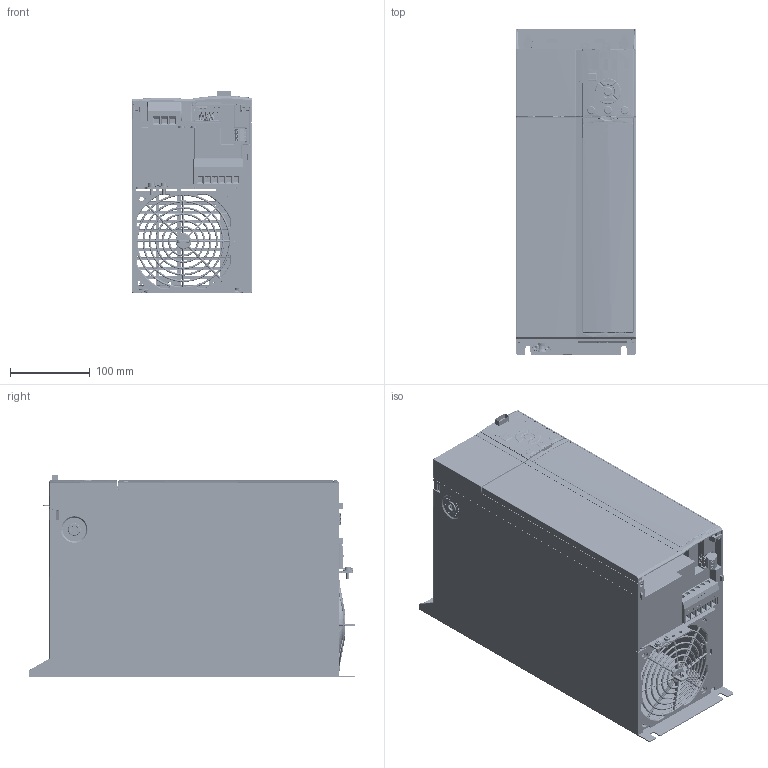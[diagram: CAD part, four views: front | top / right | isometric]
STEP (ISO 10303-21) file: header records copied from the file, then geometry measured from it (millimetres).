
FILE_DESCRIPTION((''),'2;1');
FILE_NAME('FC280-K5','2016-08-29T',('u242158'),('Danfoss Power Electronics'),'CREO PARAMETRIC BY PTC INC, 2015480','CREO PARAMETRIC BY PTC INC, 2015480','');
FILE_SCHEMA(('CONFIG_CONTROL_DESIGN','GEOMETRIC_VALIDATION_PROPERTIES_MIM'));
Products named in the file (1): FC280-K5
Bounding box: 150.03 x 409.9 x 253.1 mm (x, y, z)
Surface area: 1125933.2 mm2 (no closed solid volume)
Topology: 0 solids, 226 shells, 16551 faces, 45999 edges, 29778 vertices
Faces by surface type: plane 9811, cylinder 3624, bspline 1225, cone 602, torus 582, extrusion 362, sphere 345
Entity records: 727914 total; most frequent: CARTESIAN_POINT 238221, ORIENTED_EDGE 89717, DIRECTION 73765, EDGE_CURVE 45859, VECTOR 30233, LINE 29871, VERTEX_POINT 29821, AXIS2_PLACEMENT_3D 21766
